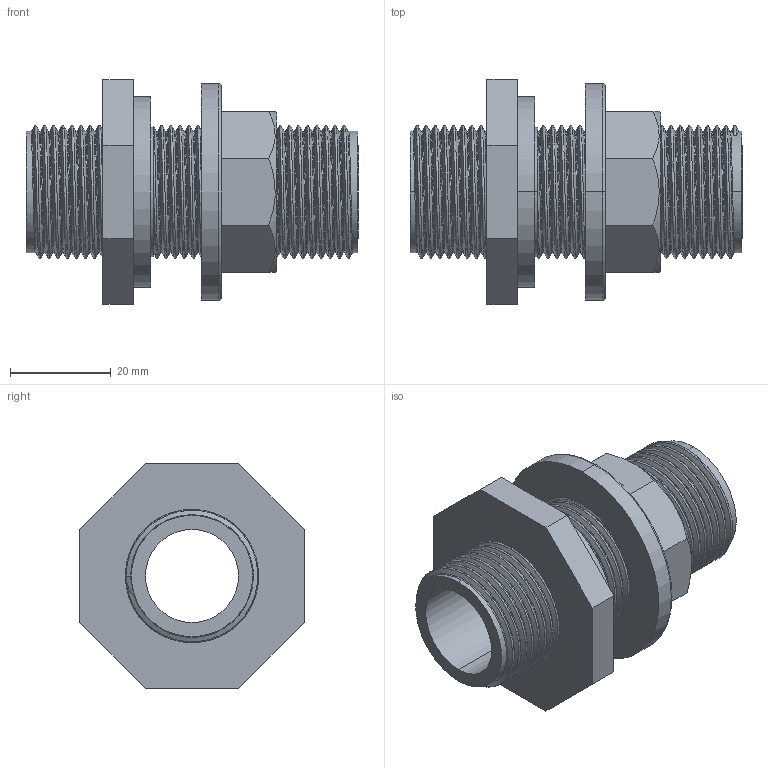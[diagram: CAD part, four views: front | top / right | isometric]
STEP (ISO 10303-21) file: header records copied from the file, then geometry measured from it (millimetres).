
FILE_DESCRIPTION (( 'STEP AP203' ), '1' );
FILE_NAME ('00309_0505.STEP', '2017-05-18T13:36:26', ( '' ), ( '' ), 'SwSTEP 2.0', 'SolidWorks 2011', '' );
FILE_SCHEMA (( 'CONFIG_CONTROL_DESIGN' ));
Length unit declared in the file: millimetre
Products named in the file (4): 00313_0505; 00309_0505; 00190_0505; 00116_0505
Assembly tree (3 placements, depth 2):
  00309_0505
    00116_0505
    00190_0505
    00313_0505
Bounding box: 66 x 44.7 x 44.7 mm (x, y, z)
Volume: 31812.4 mm3; surface area: 22483.4 mm2
Topology: 3 solids, 3 shells, 148 faces, 399 edges, 260 vertices
Faces by surface type: cylinder 85, plane 27, bspline 15, torus 13, cone 8
Entity records: 22673 total; most frequent: CARTESIAN_POINT 19109, ORIENTED_EDGE 798, DIRECTION 535, EDGE_CURVE 399, VERTEX_POINT 260, AXIS2_PLACEMENT_3D 201, EDGE_LOOP 157, FACE_OUTER_BOUND 148
